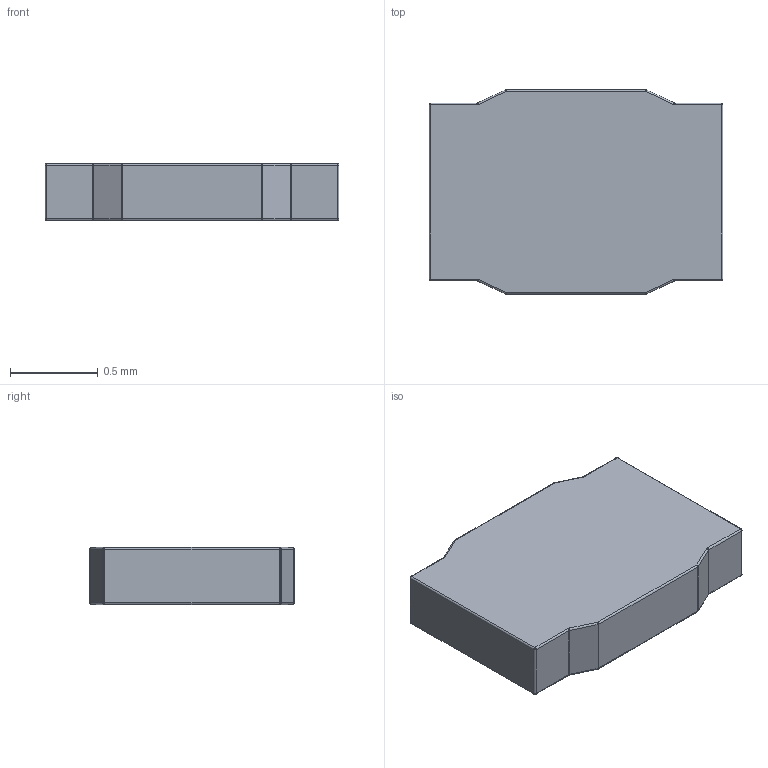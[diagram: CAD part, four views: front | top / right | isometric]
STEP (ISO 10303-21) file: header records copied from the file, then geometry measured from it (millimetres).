
FILE_DESCRIPTION(/* description */ (''),/* implementation_level */ '2;1');
FILE_NAME(/* name */ 'MURATA - LQW18 Top.step',/* time_stamp */ '2020-09-06T08:26:16+01:00',/* author */ (''),/* organization */ (''),/* preprocessor_version */ 'ST-DEVELOPER v18.1',/* originating_system */ 'Autodesk Translation Framework v9.3.0.1241',/* authorisation */ '');
FILE_SCHEMA (('AUTOMOTIVE_DESIGN { 1 0 10303 214 3 1 1 }'));
Length unit declared in the file: millimetre
Products named in the file (1): INDUC - 0603_1608
Bounding box: 1.67 x 1.16 x 0.33 mm (x, y, z)
Volume: 0.6 mm3; surface area: 5.4 mm2
Topology: 1 solids, 1 shells, 74 faces, 152 edges, 80 vertices
Faces by surface type: cylinder 36, sphere 16, plane 14, torus 8
Entity records: 1965 total; most frequent: DIRECTION 382, CARTESIAN_POINT 307, ORIENTED_EDGE 304, AXIS2_PLACEMENT_3D 155, EDGE_CURVE 152, CIRCLE 80, VERTEX_POINT 80, FACE_OUTER_BOUND 74
